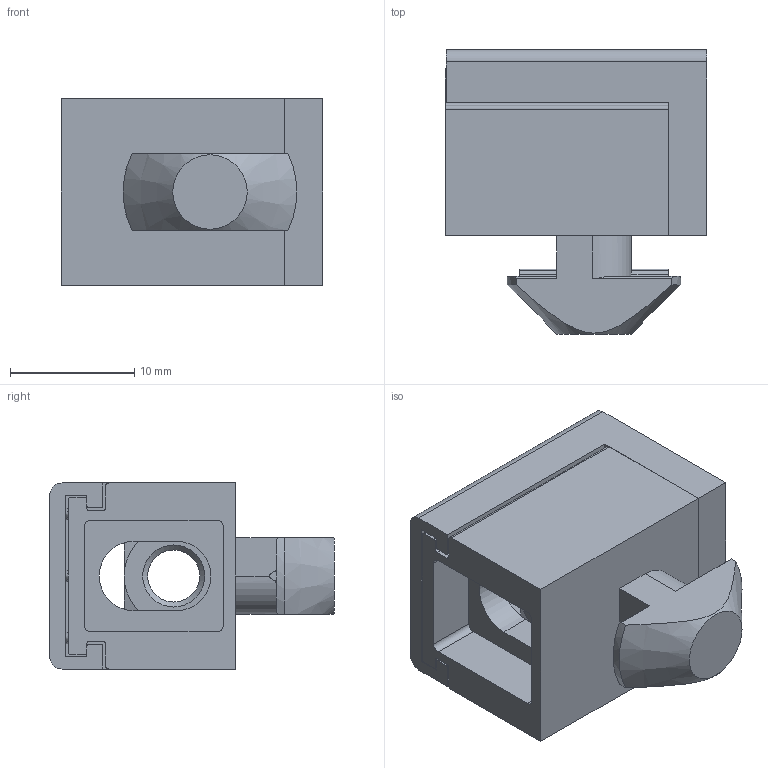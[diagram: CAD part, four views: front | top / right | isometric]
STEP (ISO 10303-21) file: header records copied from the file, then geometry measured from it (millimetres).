
FILE_DESCRIPTION(('FreeCAD Model'),'2;1');
FILE_NAME('Open CASCADE Shape Model','2024-03-18T17:47:39',(''),(''), 'Open CASCADE STEP processor 7.6','FreeCAD','Unknown');
FILE_SCHEMA(('AUTOMOTIVE_DESIGN { 1 0 10303 214 1 1 1 1 }'));
Length unit declared in the file: millimetre
Products named in the file (4): STI6-MULTIB18; 094501M51; 094501M52; 094501M53
Assembly tree (3 placements, depth 2):
  STI6-MULTIB18
    094501M51
    094501M52
    094501M53
Bounding box: 21.1 x 22.95 x 15 mm (x, y, z)
Volume: 3473 mm3; surface area: 4125.7 mm2
Topology: 3 solids, 3 shells, 149 faces, 413 edges, 272 vertices
Faces by surface type: plane 79, cylinder 52, cone 9, revolution 7, torus 2
Full cylindrical faces by diameter (mm): 4.2 x1
Entity records: 11218 total; most frequent: CARTESIAN_POINT 2833, DIRECTION 1587, LINE 900, VECTOR 900, ORIENTED_EDGE 820, PCURVE 820, DEFINITIONAL_REPRESENTATION 820, EDGE_CURVE 410
